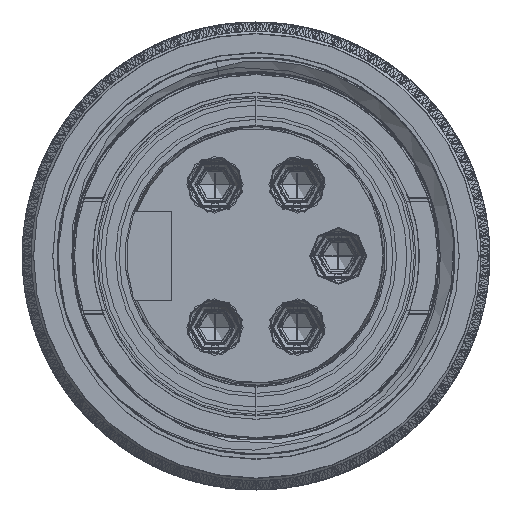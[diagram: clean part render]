
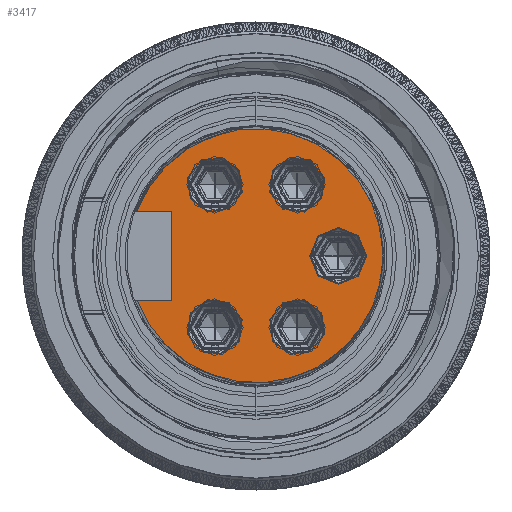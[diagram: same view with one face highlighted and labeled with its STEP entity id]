
A CAD part, top view. The second image highlights one B-rep face of the part: STEP entity #3417.
In plain terms, the highlighted planar face has unit normal (0, 0, 1).
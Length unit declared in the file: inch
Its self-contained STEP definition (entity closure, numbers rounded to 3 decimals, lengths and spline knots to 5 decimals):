
#1784=CARTESIAN_POINT('',(0.,0.,0.));
#1785=DIRECTION('',(0.,0.,1.));
#1786=DIRECTION('',(0.936,0.352,0.));
#1787=AXIS2_PLACEMENT_3D('',#1784,#1785,#1786);
#1794=CARTESIAN_POINT('',(0.09,0.15588,0.));
#1795=DIRECTION('',(0.,0.,1.));
#1796=DIRECTION('',(0.5,0.866,0.));
#1797=AXIS2_PLACEMENT_3D('',#1794,#1795,#1796);
#1799=CARTESIAN_POINT('',(0.09,0.15588,0.));
#1800=DIRECTION('',(0.,0.,1.));
#1801=DIRECTION('',(-0.5,-0.866,0.));
#1802=AXIS2_PLACEMENT_3D('',#1799,#1800,#1801);
#1804=CARTESIAN_POINT('',(-0.09,0.15588,0.));
#1805=DIRECTION('',(0.,0.,1.));
#1806=DIRECTION('',(-0.5,0.866,0.));
#1807=AXIS2_PLACEMENT_3D('',#1804,#1805,#1806);
#1809=CARTESIAN_POINT('',(-0.09,0.15588,0.));
#1810=DIRECTION('',(0.,0.,1.));
#1811=DIRECTION('',(0.5,-0.866,0.));
#1812=AXIS2_PLACEMENT_3D('',#1809,#1810,#1811);
#1814=CARTESIAN_POINT('',(-0.18,0.,0.));
#1815=DIRECTION('',(0.,0.,1.));
#1816=DIRECTION('',(-1.,0.,0.));
#1817=AXIS2_PLACEMENT_3D('',#1814,#1815,#1816);
#1819=CARTESIAN_POINT('',(-0.18,0.,0.));
#1820=DIRECTION('',(0.,0.,1.));
#1821=DIRECTION('',(1.,0.,0.));
#1822=AXIS2_PLACEMENT_3D('',#1819,#1820,#1821);
#1824=CARTESIAN_POINT('',(-0.09,-0.15588,0.));
#1825=DIRECTION('',(0.,0.,1.));
#1826=DIRECTION('',(-0.5,-0.866,0.));
#1827=AXIS2_PLACEMENT_3D('',#1824,#1825,#1826);
#1829=CARTESIAN_POINT('',(-0.09,-0.15588,0.));
#1830=DIRECTION('',(0.,0.,1.));
#1831=DIRECTION('',(0.5,0.866,0.));
#1832=AXIS2_PLACEMENT_3D('',#1829,#1830,#1831);
#1834=DIRECTION('',(-1.,0.,0.));
#1835=VECTOR('',#1834,0.07543);
#1836=CARTESIAN_POINT('',(0.26043,0.098,0.));
#1837=LINE('',#1836,#1835);
#1838=DIRECTION('',(0.,-1.,0.));
#1839=VECTOR('',#1838,0.195);
#1840=CARTESIAN_POINT('',(0.185,0.098,0.));
#1841=LINE('',#1840,#1839);
#1842=DIRECTION('',(1.,0.,0.));
#1843=VECTOR('',#1842,0.0758);
#1844=CARTESIAN_POINT('',(0.185,-0.097,0.));
#1845=LINE('',#1844,#1843);
#1846=CARTESIAN_POINT('',(0.09,-0.15588,0.));
#1847=DIRECTION('',(0.,0.,1.));
#1848=DIRECTION('',(0.5,-0.866,0.));
#1849=AXIS2_PLACEMENT_3D('',#1846,#1847,#1848);
#1851=CARTESIAN_POINT('',(0.09,-0.15588,0.));
#1852=DIRECTION('',(0.,0.,1.));
#1853=DIRECTION('',(-0.5,0.866,0.));
#1854=AXIS2_PLACEMENT_3D('',#1851,#1852,#1853);
#2665=CARTESIAN_POINT('',(0.26043,0.098,0.));
#2685=CARTESIAN_POINT('',(0.2608,-0.097,0.));
#2751=VERTEX_POINT('',#2665);
#2752=VERTEX_POINT('',#2685);
#2753=CARTESIAN_POINT('',(0.185,0.098,0.));
#2754=VERTEX_POINT('',#2753);
#2755=CARTESIAN_POINT('',(0.185,-0.097,0.));
#2756=VERTEX_POINT('',#2755);
#2813=CARTESIAN_POINT('',(0.12,-0.20785,0.));
#2814=CARTESIAN_POINT('',(0.06,-0.10392,0.));
#2815=VERTEX_POINT('',#2813);
#2816=VERTEX_POINT('',#2814);
#2843=CARTESIAN_POINT('',(-0.12,-0.20785,0.));
#2844=CARTESIAN_POINT('',(-0.06,-0.10392,0.));
#2845=VERTEX_POINT('',#2843);
#2846=VERTEX_POINT('',#2844);
#2873=CARTESIAN_POINT('',(-0.24,0.,0.));
#2874=CARTESIAN_POINT('',(-0.12,0.,0.));
#2875=VERTEX_POINT('',#2873);
#2876=VERTEX_POINT('',#2874);
#2903=CARTESIAN_POINT('',(-0.12,0.20785,0.));
#2904=CARTESIAN_POINT('',(-0.06,0.10392,0.));
#2905=VERTEX_POINT('',#2903);
#2906=VERTEX_POINT('',#2904);
#2933=CARTESIAN_POINT('',(0.12,0.20785,0.));
#2934=CARTESIAN_POINT('',(0.06,0.10392,0.));
#2935=VERTEX_POINT('',#2933);
#2936=VERTEX_POINT('',#2934);
#3373=CARTESIAN_POINT('',(0.,0.,0.));
#3374=DIRECTION('',(0.,0.,-1.));
#3375=DIRECTION('',(0.,-1.,0.));
#3376=AXIS2_PLACEMENT_3D('',#3373,#3374,#3375);
#3377=PLANE('',#3376);
#3379=ORIENTED_EDGE('',*,*,#3378,.T.);
#3381=ORIENTED_EDGE('',*,*,#3380,.T.);
#3383=ORIENTED_EDGE('',*,*,#3382,.T.);
#3384=ORIENTED_EDGE('',*,*,#3363,.F.);
#3385=EDGE_LOOP('',(#3379,#3381,#3383,#3384));
#3386=FACE_OUTER_BOUND('',#3385,.F.);
#3388=ORIENTED_EDGE('',*,*,#3387,.T.);
#3390=ORIENTED_EDGE('',*,*,#3389,.T.);
#3391=EDGE_LOOP('',(#3388,#3390));
#3392=FACE_BOUND('',#3391,.F.);
#3394=ORIENTED_EDGE('',*,*,#3393,.T.);
#3396=ORIENTED_EDGE('',*,*,#3395,.T.);
#3397=EDGE_LOOP('',(#3394,#3396));
#3398=FACE_BOUND('',#3397,.F.);
#3400=ORIENTED_EDGE('',*,*,#3399,.T.);
#3402=ORIENTED_EDGE('',*,*,#3401,.T.);
#3403=EDGE_LOOP('',(#3400,#3402));
#3404=FACE_BOUND('',#3403,.F.);
#3406=ORIENTED_EDGE('',*,*,#3405,.T.);
#3408=ORIENTED_EDGE('',*,*,#3407,.T.);
#3409=EDGE_LOOP('',(#3406,#3408));
#3410=FACE_BOUND('',#3409,.F.);
#3412=ORIENTED_EDGE('',*,*,#3411,.T.);
#3414=ORIENTED_EDGE('',*,*,#3413,.T.);
#3415=EDGE_LOOP('',(#3412,#3414));
#3416=FACE_BOUND('',#3415,.F.);
#3417=ADVANCED_FACE('',(#3386,#3392,#3398,#3404,#3410,#3416),#3377,.F.);
#1788=CIRCLE('',#1787,0.27826);
#1798=CIRCLE('',#1797,0.06);
#1803=CIRCLE('',#1802,0.06);
#1808=CIRCLE('',#1807,0.06);
#1813=CIRCLE('',#1812,0.06);
#1818=CIRCLE('',#1817,0.06);
#1823=CIRCLE('',#1822,0.06);
#1828=CIRCLE('',#1827,0.06);
#1833=CIRCLE('',#1832,0.06);
#1850=CIRCLE('',#1849,0.06);
#1855=CIRCLE('',#1854,0.06);
#3363=EDGE_CURVE('',#2751,#2752,#1788,.T.);
#3378=EDGE_CURVE('',#2751,#2754,#1837,.T.);
#3380=EDGE_CURVE('',#2754,#2756,#1841,.T.);
#3382=EDGE_CURVE('',#2756,#2752,#1845,.T.);
#3387=EDGE_CURVE('',#2905,#2906,#1808,.T.);
#3389=EDGE_CURVE('',#2906,#2905,#1813,.T.);
#3393=EDGE_CURVE('',#2875,#2876,#1818,.T.);
#3395=EDGE_CURVE('',#2876,#2875,#1823,.T.);
#3399=EDGE_CURVE('',#2845,#2846,#1828,.T.);
#3401=EDGE_CURVE('',#2846,#2845,#1833,.T.);
#3405=EDGE_CURVE('',#2935,#2936,#1798,.T.);
#3407=EDGE_CURVE('',#2936,#2935,#1803,.T.);
#3411=EDGE_CURVE('',#2815,#2816,#1850,.T.);
#3413=EDGE_CURVE('',#2816,#2815,#1855,.T.);
